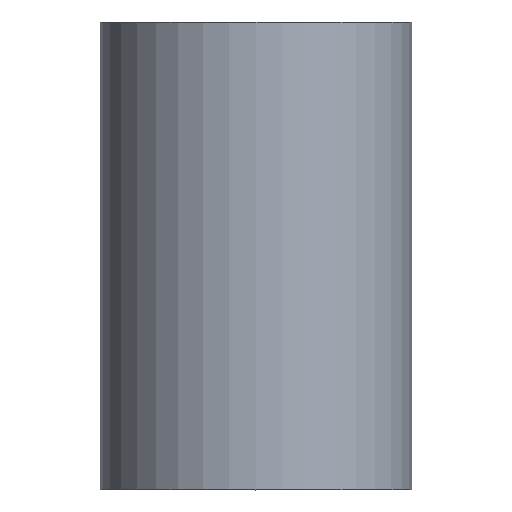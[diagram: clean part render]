
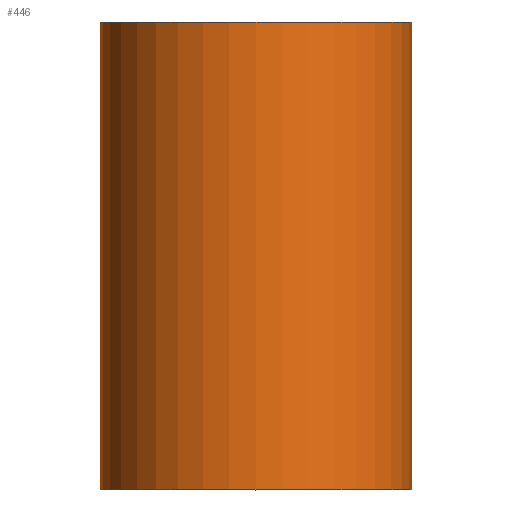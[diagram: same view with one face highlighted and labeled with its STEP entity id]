
A CAD part, top view. The second image highlights one B-rep face of the part: STEP entity #446.
In plain terms, the highlighted cylindrical face has radius 5 mm (diameter 10 mm), a partial arc.
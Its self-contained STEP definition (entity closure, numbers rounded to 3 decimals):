
#272=EDGE_CURVE('',#608,#344,#723,.T.);
#344=VERTEX_POINT('',#801);
#350=EDGE_CURVE('',#610,#398,#808,.T.);
#398=VERTEX_POINT('',#860);
#444=EDGE_CURVE('',#610,#344,#917,.T.);
#446=ADVANCED_FACE('',(#919),#920,.T.);
#552=EDGE_CURVE('',#608,#398,#1041,.T.);
#608=VERTEX_POINT('',#1105);
#610=VERTEX_POINT('',#1107);
#723=LINE('',#1238,#1239);
#801=CARTESIAN_POINT('',(5.0,15.0,0.0));
#808=LINE('',#1349,#1350);
#860=CARTESIAN_POINT('',(-5.0,0.0,0.));
#917=CIRCLE('',#1487,5.0);
#919=FACE_OUTER_BOUND('',#1489,.T.);
#920=CYLINDRICAL_SURFACE('',#1490,5.0);
#1041=CIRCLE('',#1647,5.0);
#1105=CARTESIAN_POINT('',(5.0,0.0,0.0));
#1107=CARTESIAN_POINT('',(-5.0,15.0,0.));
#1238=CARTESIAN_POINT('',(5.0,7.5,0.));
#1239=VECTOR('',#1858,1.0);
#1349=CARTESIAN_POINT('',(-5.0,7.5,0.));
#1350=VECTOR('',#1949,1.0);
#1487=AXIS2_PLACEMENT_3D('',#2084,#2085,#2086);
#1489=EDGE_LOOP('',(#2088,#2089,#2090,#2091));
#1490=AXIS2_PLACEMENT_3D('',#2092,#2093,#2094);
#1647=AXIS2_PLACEMENT_3D('',#2260,#2261,#2262);
#1858=DIRECTION('',(0.0,1.0,0.0));
#1949=DIRECTION('',(-0.0,-1.0,-0.0));
#2084=CARTESIAN_POINT('',(0.0,15.0,0.0));
#2085=DIRECTION('',(-0.0,1.0,0.0));
#2086=DIRECTION('',(1.0,0.0,0.0));
#2088=ORIENTED_EDGE('',*,*,#272,.T.);
#2089=ORIENTED_EDGE('',*,*,#444,.F.);
#2090=ORIENTED_EDGE('',*,*,#350,.T.);
#2091=ORIENTED_EDGE('',*,*,#552,.F.);
#2092=CARTESIAN_POINT('',(0.0,7.5,0.0));
#2093=DIRECTION('',(0.0,-1.0,-0.0));
#2094=DIRECTION('',(1.0,0.0,0.0));
#2260=CARTESIAN_POINT('',(0.0,0.0,0.0));
#2261=DIRECTION('',(0.0,-1.0,0.0));
#2262=DIRECTION('',(1.0,0.0,0.0));
